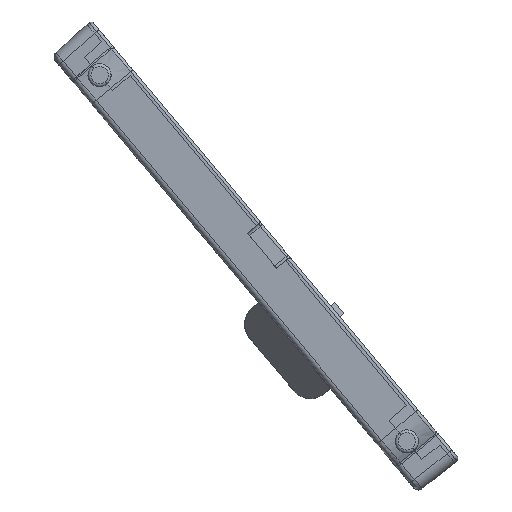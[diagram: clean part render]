
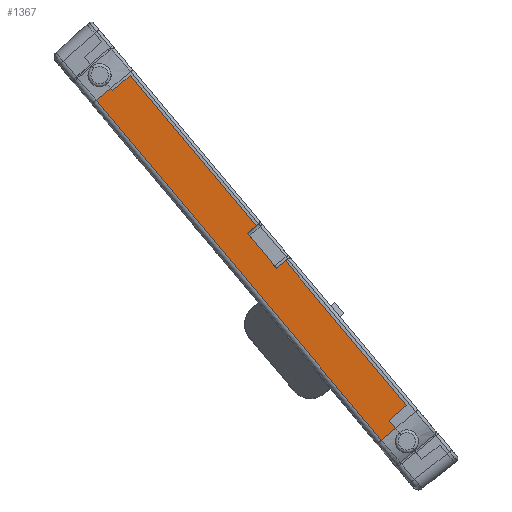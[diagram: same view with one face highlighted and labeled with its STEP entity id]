
A CAD part, top view. The second image highlights one B-rep face of the part: STEP entity #1367.
In plain terms, the highlighted planar face has unit normal (-0.027, -0.022, 0.999).
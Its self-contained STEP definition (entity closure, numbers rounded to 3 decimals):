
#619=PLANE('',#9567);
#833=FACE_OUTER_BOUND('',#2197,.T.);
#1367=ADVANCED_FACE('',(#833),#619,.T.);
#2197=EDGE_LOOP('',(#3223,#3224,#3225,#3226,#3227,#3228,#3229,#3230,#3231,
#3232,#3233,#3234));
#3223=ORIENTED_EDGE('',*,*,#6815,.F.);
#3224=ORIENTED_EDGE('',*,*,#6816,.F.);
#3225=ORIENTED_EDGE('',*,*,#6817,.F.);
#3226=ORIENTED_EDGE('',*,*,#6818,.F.);
#3227=ORIENTED_EDGE('',*,*,#6819,.F.);
#3228=ORIENTED_EDGE('',*,*,#6820,.T.);
#3229=ORIENTED_EDGE('',*,*,#6821,.F.);
#3230=ORIENTED_EDGE('',*,*,#6822,.T.);
#3231=ORIENTED_EDGE('',*,*,#6823,.F.);
#3232=ORIENTED_EDGE('',*,*,#6824,.F.);
#3233=ORIENTED_EDGE('',*,*,#6825,.F.);
#3234=ORIENTED_EDGE('',*,*,#6826,.T.);
#5964=VERTEX_POINT('',#13349);
#5965=VERTEX_POINT('',#13350);
#5966=VERTEX_POINT('',#13352);
#5967=VERTEX_POINT('',#13354);
#5968=VERTEX_POINT('',#13356);
#5969=VERTEX_POINT('',#13358);
#5970=VERTEX_POINT('',#13360);
#5971=VERTEX_POINT('',#13362);
#5972=VERTEX_POINT('',#13364);
#5973=VERTEX_POINT('',#13366);
#5974=VERTEX_POINT('',#13368);
#5975=VERTEX_POINT('',#13370);
#6815=EDGE_CURVE('',#5964,#5965,#8159,.T.);
#6816=EDGE_CURVE('',#5966,#5964,#8160,.T.);
#6817=EDGE_CURVE('',#5967,#5966,#8161,.T.);
#6818=EDGE_CURVE('',#5968,#5967,#8162,.T.);
#6819=EDGE_CURVE('',#5969,#5968,#8163,.T.);
#6820=EDGE_CURVE('',#5969,#5970,#8164,.T.);
#6821=EDGE_CURVE('',#5971,#5970,#8165,.T.);
#6822=EDGE_CURVE('',#5971,#5972,#8166,.T.);
#6823=EDGE_CURVE('',#5973,#5972,#8167,.T.);
#6824=EDGE_CURVE('',#5974,#5973,#8168,.T.);
#6825=EDGE_CURVE('',#5975,#5974,#8169,.T.);
#6826=EDGE_CURVE('',#5975,#5965,#8170,.T.);
#8159=LINE('',#13348,#8865);
#8160=LINE('',#13351,#8866);
#8161=LINE('',#13353,#8867);
#8162=LINE('',#13355,#8868);
#8163=LINE('',#13357,#8869);
#8164=LINE('',#13359,#8870);
#8165=LINE('',#13361,#8871);
#8166=LINE('',#13363,#8872);
#8167=LINE('',#13365,#8873);
#8168=LINE('',#13367,#8874);
#8169=LINE('',#13369,#8875);
#8170=LINE('',#13371,#8876);
#8865=VECTOR('',#10534,1.);
#8866=VECTOR('',#10535,1.);
#8867=VECTOR('',#10536,1.);
#8868=VECTOR('',#10537,1.);
#8869=VECTOR('',#10538,1.);
#8870=VECTOR('',#10539,1.);
#8871=VECTOR('',#10540,1.);
#8872=VECTOR('',#10541,1.);
#8873=VECTOR('',#10542,1.);
#8874=VECTOR('',#10543,1.);
#8875=VECTOR('',#10544,1.);
#8876=VECTOR('',#10545,1.);
#9567=AXIS2_PLACEMENT_3D('',#13372,#10546,#10547);
#10534=DIRECTION('',(0.643,-0.766,0.));
#10535=DIRECTION('',(-0.76,-0.649,-0.035));
#10536=DIRECTION('',(0.643,-0.766,0.));
#10537=DIRECTION('',(0.788,0.615,0.035));
#10538=DIRECTION('',(0.643,-0.766,0.));
#10539=DIRECTION('',(0.743,0.669,0.035));
#10540=DIRECTION('',(0.643,-0.766,0.));
#10541=DIRECTION('',(-0.771,-0.636,-0.035));
#10542=DIRECTION('',(0.643,-0.766,0.));
#10543=DIRECTION('',(0.766,0.642,0.035));
#10544=DIRECTION('',(-0.643,0.766,0.));
#10545=DIRECTION('',(0.766,0.642,0.035));
#10546=DIRECTION('',(-0.027,-0.022,0.999));
#10547=DIRECTION('',(0.643,-0.766,0.));
#13348=CARTESIAN_POINT('',(3555.247,670.153,436.595));
#13349=CARTESIAN_POINT('',(3554.074,671.551,436.595));
#13350=CARTESIAN_POINT('',(3555.247,670.153,436.595));
#13351=CARTESIAN_POINT('',(3557.103,674.138,436.734));
#13352=CARTESIAN_POINT('',(3557.116,674.149,436.734));
#13353=CARTESIAN_POINT('',(3557.533,673.651,436.734));
#13354=CARTESIAN_POINT('',(3536.112,699.18,436.734));
#13355=CARTESIAN_POINT('',(3536.112,699.18,436.734));
#13356=CARTESIAN_POINT('',(3534.535,697.948,436.664));
#13357=CARTESIAN_POINT('',(3534.535,697.948,436.664));
#13358=CARTESIAN_POINT('',(3529.528,703.915,436.664));
#13359=CARTESIAN_POINT('',(3531.015,705.254,436.734));
#13360=CARTESIAN_POINT('',(3531.015,705.254,436.734));
#13361=CARTESIAN_POINT('',(3531.015,705.254,436.734));
#13362=CARTESIAN_POINT('',(3509.144,731.32,436.734));
#13363=CARTESIAN_POINT('',(3504.135,727.191,436.508));
#13364=CARTESIAN_POINT('',(3506.057,728.775,436.595));
#13365=CARTESIAN_POINT('',(3506.395,728.373,436.595));
#13366=CARTESIAN_POINT('',(3505.752,729.139,436.595));
#13367=CARTESIAN_POINT('',(3505.752,729.139,436.595));
#13368=CARTESIAN_POINT('',(3503.274,727.059,436.482));
#13369=CARTESIAN_POINT('',(3503.274,727.059,436.482));
#13370=CARTESIAN_POINT('',(3552.769,668.074,436.482));
#13371=CARTESIAN_POINT('',(3555.247,670.153,436.595));
#13372=CARTESIAN_POINT('',(3558.311,672.724,436.734));
